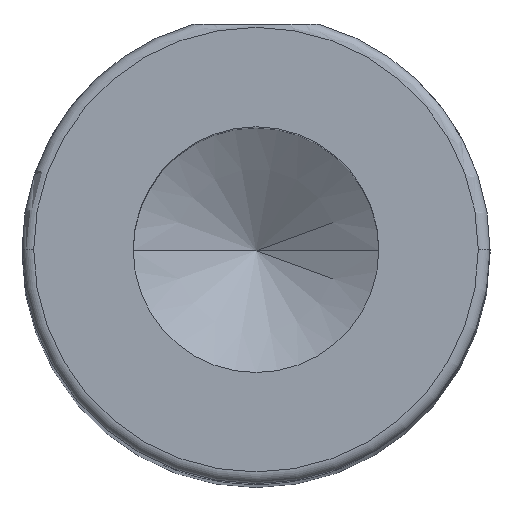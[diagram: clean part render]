
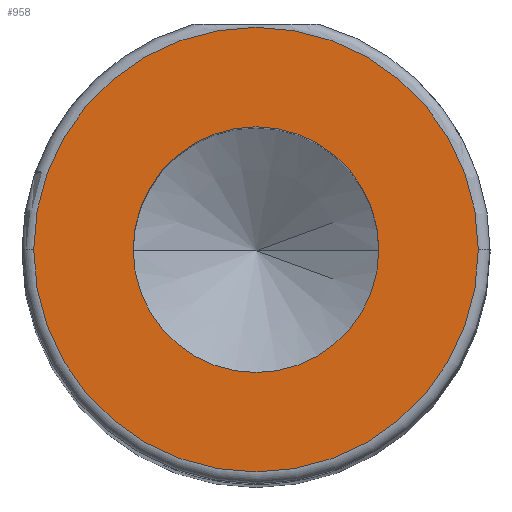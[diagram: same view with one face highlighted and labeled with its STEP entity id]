
A CAD part, top view. The second image highlights one B-rep face of the part: STEP entity #958.
In plain terms, the highlighted planar face has unit normal (0, 0, 1).
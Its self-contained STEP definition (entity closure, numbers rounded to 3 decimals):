
#34 = EDGE_LOOP ( 'NONE', ( #907, #1030 ) ) ;
#44 = CARTESIAN_POINT ( 'NONE',  ( 2.1, 0., 20. ) ) ;
#47 = EDGE_CURVE ( 'NONE', #1019, #513, #188, .T. ) ;
#92 = EDGE_LOOP ( 'NONE', ( #133, #1081 ) ) ;
#129 = CARTESIAN_POINT ( 'NONE',  ( -3.8, 0., 20. ) ) ;
#133 = ORIENTED_EDGE ( 'NONE', *, *, #725, .F. ) ;
#168 = EDGE_CURVE ( 'NONE', #694, #424, #384, .T. ) ;
#188 = CIRCLE ( 'NONE', #535, 2.1 ) ;
#366 = PLANE ( 'NONE',  #1052 ) ;
#376 = CIRCLE ( 'NONE', #1014, 2.1 ) ;
#384 = CIRCLE ( 'NONE', #439, 3.8 ) ;
#424 = VERTEX_POINT ( 'NONE', #129 ) ;
#439 = AXIS2_PLACEMENT_3D ( 'NONE', #1083, #473, #1182 ) ;
#455 = DIRECTION ( 'NONE',  ( 0., 0., 1. ) ) ;
#473 = DIRECTION ( 'NONE',  ( 0., 0., 1. ) ) ;
#476 = CARTESIAN_POINT ( 'NONE',  ( 0., 0., 20. ) ) ;
#513 = VERTEX_POINT ( 'NONE', #44 ) ;
#535 = AXIS2_PLACEMENT_3D ( 'NONE', #1065, #455, #1169 ) ;
#597 = DIRECTION ( 'NONE',  ( 0., 0., 1. ) ) ;
#600 = DIRECTION ( 'NONE',  ( 0., 0., 1. ) ) ;
#628 = FACE_OUTER_BOUND ( 'NONE', #34, .T. ) ;
#680 = DIRECTION ( 'NONE',  ( 1., 0., 0. ) ) ;
#694 = VERTEX_POINT ( 'NONE', #894 ) ;
#725 = EDGE_CURVE ( 'NONE', #513, #1019, #376, .T. ) ;
#754 = EDGE_CURVE ( 'NONE', #424, #694, #1124, .T. ) ;
#894 = CARTESIAN_POINT ( 'NONE',  ( 3.8, 0., 20. ) ) ;
#907 = ORIENTED_EDGE ( 'NONE', *, *, #168, .T. ) ;
#958 = ADVANCED_FACE ( 'NONE', ( #1173, #628 ), #366, .T. ) ;
#1014 = AXIS2_PLACEMENT_3D ( 'NONE', #1201, #597, #1288 ) ;
#1019 = VERTEX_POINT ( 'NONE', #1096 ) ;
#1030 = ORIENTED_EDGE ( 'NONE', *, *, #754, .T. ) ;
#1052 = AXIS2_PLACEMENT_3D ( 'NONE', #476, #1268, #680 ) ;
#1065 = CARTESIAN_POINT ( 'NONE',  ( 0., 0., 20. ) ) ;
#1081 = ORIENTED_EDGE ( 'NONE', *, *, #47, .F. ) ;
#1083 = CARTESIAN_POINT ( 'NONE',  ( 0., 0., 20. ) ) ;
#1096 = CARTESIAN_POINT ( 'NONE',  ( -2.1, 0., 20. ) ) ;
#1124 = CIRCLE ( 'NONE', #1151, 3.8 ) ;
#1151 = AXIS2_PLACEMENT_3D ( 'NONE', #1203, #600, #1290 ) ;
#1169 = DIRECTION ( 'NONE',  ( 1., 0., 0. ) ) ;
#1173 = FACE_BOUND ( 'NONE', #92, .T. ) ;
#1182 = DIRECTION ( 'NONE',  ( 1., 0., 0. ) ) ;
#1201 = CARTESIAN_POINT ( 'NONE',  ( 0., 0., 20. ) ) ;
#1203 = CARTESIAN_POINT ( 'NONE',  ( 0., 0., 20. ) ) ;
#1268 = DIRECTION ( 'NONE',  ( 0., 0., 1. ) ) ;
#1288 = DIRECTION ( 'NONE',  ( 1., 0., 0. ) ) ;
#1290 = DIRECTION ( 'NONE',  ( 1., 0., 0. ) ) ;
